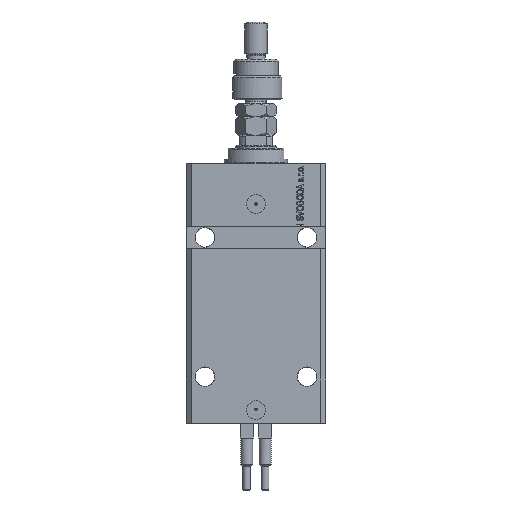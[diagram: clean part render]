
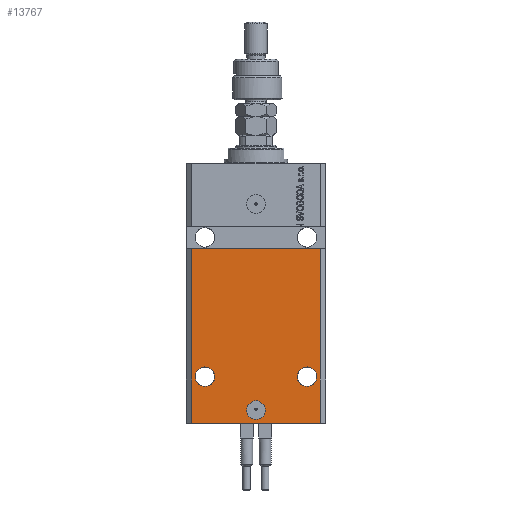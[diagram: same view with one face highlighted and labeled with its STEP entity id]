
A CAD part, front view. The second image highlights one B-rep face of the part: STEP entity #13767.
In plain terms, the highlighted planar face has unit normal (0, -1, 0).
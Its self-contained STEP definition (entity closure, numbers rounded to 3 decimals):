
#1121 = CARTESIAN_POINT ( 'NONE',  ( -27.5, -27.5, -115. ) ) ;
#1307 = CARTESIAN_POINT ( 'NONE',  ( 34.5, -27.5, -140. ) ) ;
#2052 = EDGE_CURVE ( 'NONE', #35572, #26754, #18900, .T. ) ;
#2416 = VECTOR ( 'NONE', #14580, 1000. ) ;
#2579 = DIRECTION ( 'NONE',  ( 0., 0., 1. ) ) ;
#2830 = CARTESIAN_POINT ( 'NONE',  ( -34.5, -27.5, -140. ) ) ;
#3087 = CARTESIAN_POINT ( 'NONE',  ( 0., -27.5, -133. ) ) ;
#3558 = DIRECTION ( 'NONE',  ( 1., 0., 0. ) ) ;
#4247 = AXIS2_PLACEMENT_3D ( 'NONE', #26386, #7341, #47456 ) ;
#4304 = ORIENTED_EDGE ( 'NONE', *, *, #25586, .F. ) ;
#5401 = DIRECTION ( 'NONE',  ( 1., 0., 0. ) ) ;
#6041 = DIRECTION ( 'NONE',  ( 0., -1., 0. ) ) ;
#7341 = DIRECTION ( 'NONE',  ( 0., -1., 0. ) ) ;
#7594 = FACE_BOUND ( 'NONE', #32250, .T. ) ;
#9024 = AXIS2_PLACEMENT_3D ( 'NONE', #3087, #30478, #46361 ) ;
#9549 = CARTESIAN_POINT ( 'NONE',  ( -37.5, -27.5, -46. ) ) ;
#10949 = DIRECTION ( 'NONE',  ( -1., 0., 0. ) ) ;
#12052 = ORIENTED_EDGE ( 'NONE', *, *, #51465, .F. ) ;
#13767 = ADVANCED_FACE ( 'NONE', ( #24661, #7594, #23494, #46706 ), #38653, .T. ) ;
#14580 = DIRECTION ( 'NONE',  ( 1., 0., 0. ) ) ;
#15128 = DIRECTION ( 'NONE',  ( 0., -1., 0. ) ) ;
#15426 = EDGE_CURVE ( 'NONE', #25640, #49975, #27079, .T. ) ;
#15473 = CIRCLE ( 'NONE', #42159, 5.25 ) ;
#16177 = CIRCLE ( 'NONE', #46966, 5.25 ) ;
#16229 = ORIENTED_EDGE ( 'NONE', *, *, #26012, .T. ) ;
#16248 = VECTOR ( 'NONE', #5401, 1000. ) ;
#16566 = DIRECTION ( 'NONE',  ( 0., -1., 0. ) ) ;
#17003 = DIRECTION ( 'NONE',  ( 0., -1., 0. ) ) ;
#17519 = DIRECTION ( 'NONE',  ( 1., 0., 0. ) ) ;
#17563 = VERTEX_POINT ( 'NONE', #34521 ) ;
#17946 = DIRECTION ( 'NONE',  ( 0., 0., 1. ) ) ;
#18257 = LINE ( 'NONE', #46640, #2416 ) ;
#18603 = ORIENTED_EDGE ( 'NONE', *, *, #42856, .F. ) ;
#18665 = CARTESIAN_POINT ( 'NONE',  ( 22.25, -27.5, -115. ) ) ;
#18900 = CIRCLE ( 'NONE', #47963, 5.25 ) ;
#18935 = CARTESIAN_POINT ( 'NONE',  ( -5., -27.5, -133. ) ) ;
#19114 = ORIENTED_EDGE ( 'NONE', *, *, #21051, .T. ) ;
#21030 = LINE ( 'NONE', #9549, #16248 ) ;
#21051 = EDGE_CURVE ( 'NONE', #48760, #31345, #34359, .T. ) ;
#21398 = CARTESIAN_POINT ( 'NONE',  ( -32.75, -27.5, -115. ) ) ;
#22110 = VERTEX_POINT ( 'NONE', #39552 ) ;
#22895 = LINE ( 'NONE', #2830, #45278 ) ;
#22907 = DIRECTION ( 'NONE',  ( 0., -1., 0. ) ) ;
#23494 = FACE_BOUND ( 'NONE', #29478, .T. ) ;
#23804 = ORIENTED_EDGE ( 'NONE', *, *, #2052, .F. ) ;
#24661 = FACE_BOUND ( 'NONE', #39443, .T. ) ;
#25586 = EDGE_CURVE ( 'NONE', #22110, #48720, #47298, .T. ) ;
#25640 = VERTEX_POINT ( 'NONE', #39329 ) ;
#26012 = EDGE_CURVE ( 'NONE', #50676, #48760, #18257, .T. ) ;
#26386 = CARTESIAN_POINT ( 'NONE',  ( -34.5, -27.5, -140. ) ) ;
#26533 = CARTESIAN_POINT ( 'NONE',  ( 34.5, -27.5, -140. ) ) ;
#26754 = VERTEX_POINT ( 'NONE', #21398 ) ;
#27079 = CIRCLE ( 'NONE', #40417, 5.25 ) ;
#28417 = EDGE_CURVE ( 'NONE', #48720, #22110, #29985, .T. ) ;
#29478 = EDGE_LOOP ( 'NONE', ( #23804, #12052 ) ) ;
#29985 = CIRCLE ( 'NONE', #47406, 5. ) ;
#30478 = DIRECTION ( 'NONE',  ( 0., -1., 0. ) ) ;
#31345 = VERTEX_POINT ( 'NONE', #31901 ) ;
#31901 = CARTESIAN_POINT ( 'NONE',  ( 34.5, -27.5, -46. ) ) ;
#32250 = EDGE_LOOP ( 'NONE', ( #43138, #44938 ) ) ;
#32912 = DIRECTION ( 'NONE',  ( -1., 0., 0. ) ) ;
#34359 = LINE ( 'NONE', #26533, #47259 ) ;
#34441 = CARTESIAN_POINT ( 'NONE',  ( -27.5, -27.5, -115. ) ) ;
#34521 = CARTESIAN_POINT ( 'NONE',  ( -34.5, -27.5, -46. ) ) ;
#35420 = DIRECTION ( 'NONE',  ( 1., 0., 0. ) ) ;
#35572 = VERTEX_POINT ( 'NONE', #46978 ) ;
#36690 = EDGE_LOOP ( 'NONE', ( #37178, #18603, #16229, #19114 ) ) ;
#37178 = ORIENTED_EDGE ( 'NONE', *, *, #49837, .F. ) ;
#38653 = PLANE ( 'NONE',  #4247 ) ;
#39329 = CARTESIAN_POINT ( 'NONE',  ( 32.75, -27.5, -115. ) ) ;
#39443 = EDGE_LOOP ( 'NONE', ( #4304, #45288 ) ) ;
#39552 = CARTESIAN_POINT ( 'NONE',  ( 5., -27.5, -133. ) ) ;
#39630 = CARTESIAN_POINT ( 'NONE',  ( -34.5, -27.5, -140. ) ) ;
#40417 = AXIS2_PLACEMENT_3D ( 'NONE', #49820, #6041, #17519 ) ;
#42159 = AXIS2_PLACEMENT_3D ( 'NONE', #1121, #17003, #32912 ) ;
#42856 = EDGE_CURVE ( 'NONE', #50676, #17563, #22895, .T. ) ;
#43138 = ORIENTED_EDGE ( 'NONE', *, *, #15426, .F. ) ;
#44470 = EDGE_CURVE ( 'NONE', #49975, #25640, #16177, .T. ) ;
#44938 = ORIENTED_EDGE ( 'NONE', *, *, #44470, .F. ) ;
#45278 = VECTOR ( 'NONE', #2579, 1000. ) ;
#45288 = ORIENTED_EDGE ( 'NONE', *, *, #28417, .F. ) ;
#46361 = DIRECTION ( 'NONE',  ( 1., 0., 0. ) ) ;
#46640 = CARTESIAN_POINT ( 'NONE',  ( -34.5, -27.5, -140. ) ) ;
#46706 = FACE_OUTER_BOUND ( 'NONE', #36690, .T. ) ;
#46966 = AXIS2_PLACEMENT_3D ( 'NONE', #51505, #16566, #3558 ) ;
#46978 = CARTESIAN_POINT ( 'NONE',  ( -22.25, -27.5, -115. ) ) ;
#47259 = VECTOR ( 'NONE', #17946, 1000. ) ;
#47298 = CIRCLE ( 'NONE', #9024, 5. ) ;
#47406 = AXIS2_PLACEMENT_3D ( 'NONE', #50533, #22907, #35420 ) ;
#47456 = DIRECTION ( 'NONE',  ( 0., 0., -1. ) ) ;
#47963 = AXIS2_PLACEMENT_3D ( 'NONE', #34441, #15128, #10949 ) ;
#48720 = VERTEX_POINT ( 'NONE', #18935 ) ;
#48760 = VERTEX_POINT ( 'NONE', #1307 ) ;
#49820 = CARTESIAN_POINT ( 'NONE',  ( 27.5, -27.5, -115. ) ) ;
#49837 = EDGE_CURVE ( 'NONE', #17563, #31345, #21030, .T. ) ;
#49975 = VERTEX_POINT ( 'NONE', #18665 ) ;
#50533 = CARTESIAN_POINT ( 'NONE',  ( 0., -27.5, -133. ) ) ;
#50676 = VERTEX_POINT ( 'NONE', #39630 ) ;
#51465 = EDGE_CURVE ( 'NONE', #26754, #35572, #15473, .T. ) ;
#51505 = CARTESIAN_POINT ( 'NONE',  ( 27.5, -27.5, -115. ) ) ;
